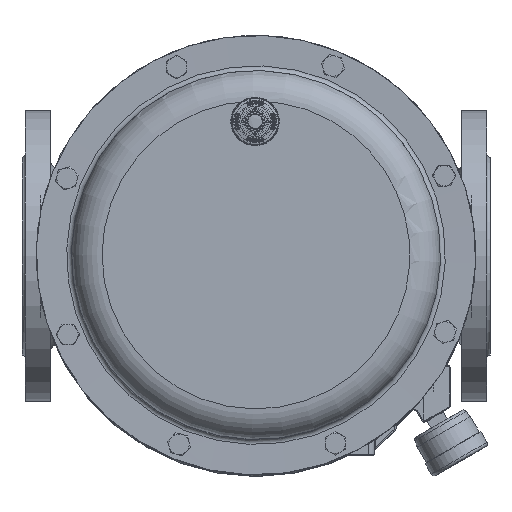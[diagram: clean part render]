
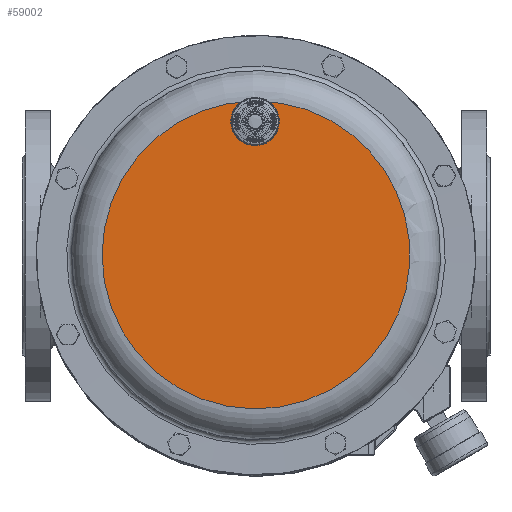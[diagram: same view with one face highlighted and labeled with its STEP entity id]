
A CAD part, top view. The second image highlights one B-rep face of the part: STEP entity #59002.
In plain terms, the highlighted planar face has unit normal (0, 0, 1).
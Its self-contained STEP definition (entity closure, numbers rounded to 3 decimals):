
#3031=PLANE('',#63299);
#6391=FACE_OUTER_BOUND('',#9897,.T.);
#9897=EDGE_LOOP('',(#41685,#41686,#41687,#41688));
#13210=CIRCLE('',#62485,13.05);
#13246=CIRCLE('',#62528,98.);
#13248=CIRCLE('',#62530,98.);
#13448=CIRCLE('',#62811,13.05);
#23377=VERTEX_POINT('',#96904);
#23378=VERTEX_POINT('',#96912);
#23465=VERTEX_POINT('',#98437);
#23466=VERTEX_POINT('',#98439);
#29352=EDGE_CURVE('',#23377,#23378,#13210,.T.);
#29450=EDGE_CURVE('',#23465,#23466,#13246,.T.);
#29452=EDGE_CURVE('',#23377,#23465,#13248,.T.);
#29736=EDGE_CURVE('',#23378,#23466,#13448,.T.);
#41685=ORIENTED_EDGE('',*,*,#29452,.F.);
#41686=ORIENTED_EDGE('',*,*,#29352,.T.);
#41687=ORIENTED_EDGE('',*,*,#29736,.T.);
#41688=ORIENTED_EDGE('',*,*,#29450,.F.);
#59002=ADVANCED_FACE('',(#6391),#3031,.F.);
#62485=AXIS2_PLACEMENT_3D('',#96919,#69778,#69779);
#62528=AXIS2_PLACEMENT_3D('',#98440,#69874,#69875);
#62530=AXIS2_PLACEMENT_3D('',#98442,#69878,#69879);
#62811=AXIS2_PLACEMENT_3D('',#99057,#70508,#70509);
#63299=AXIS2_PLACEMENT_3D('',#101287,#71726,#71727);
#69778=DIRECTION('center_axis',(0.,0.,
-1.));
#69779=DIRECTION('ref_axis',(-0.926,0.377,0.));
#69874=DIRECTION('center_axis',(0.,0.,
-1.));
#69875=DIRECTION('ref_axis',(-0.926,0.377,0.));
#69878=DIRECTION('center_axis',(0.,0.,
-1.));
#69879=DIRECTION('ref_axis',(-0.926,0.377,0.));
#70508=DIRECTION('center_axis',(0.,0.,
-1.));
#70509=DIRECTION('ref_axis',(-0.926,0.377,0.));
#71726=DIRECTION('center_axis',(0.,0.,
-1.));
#71727=DIRECTION('ref_axis',(-0.926,0.377,0.));
#96904=CARTESIAN_POINT('',(0.594,97.998,393.));
#96912=CARTESIAN_POINT('',(-0.464,71.949,393.));
#96919=CARTESIAN_POINT('Origin',(-0.548,84.998,393.));
#98437=CARTESIAN_POINT('',(90.78,-36.918,393.));
#98439=CARTESIAN_POINT('',(-1.857,97.982,393.));
#98440=CARTESIAN_POINT('Origin',(0.,0.,
393.));
#98442=CARTESIAN_POINT('Origin',(0.,0.,
393.));
#99057=CARTESIAN_POINT('Origin',(-0.548,84.998,393.));
#101287=CARTESIAN_POINT('Origin',(0.,0.,
393.));
